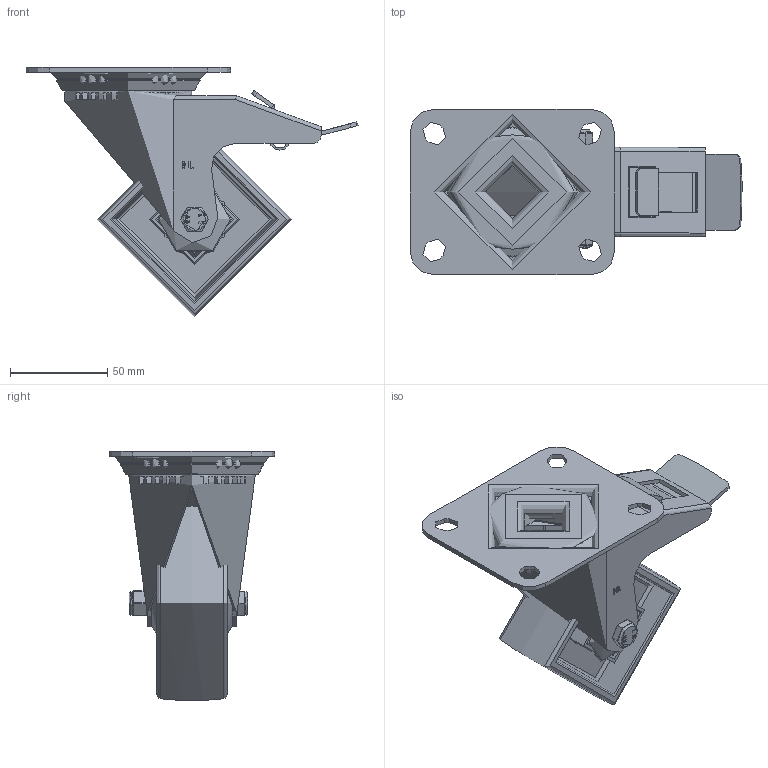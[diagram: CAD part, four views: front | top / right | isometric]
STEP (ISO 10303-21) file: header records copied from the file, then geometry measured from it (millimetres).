
FILE_DESCRIPTION(/* description */ (''),/* implementation_level */ '2;1');
FILE_NAME(/* name */ 'BZMM100NYBJSWB.step',/* time_stamp */ '2024-05-21T10:39:21+01:00',/* author */ (''),/* organization */ (''),/* preprocessor_version */ 'ST-DEVELOPER v20',/* originating_system */ 'Autodesk Translation Framework v13.14.0.145',/* authorisation */ '');
FILE_SCHEMA (('AUTOMOTIVE_DESIGN { 1 0 10303 214 3 1 1 }'));
Length unit declared in the file: millimetre
Products named in the file (30): BZMM100NYBJSWB; BZMM100WNYBJM8 v1; BZMM100WNYBJ; NYLON WHEEL; BEARING 6202; METAL; METAL2; Pattern; Component1 (1); MIDDLE; RUBBER; RUBBER2; HUBCAPM8X42; HUBCAPM8X42 (1); NYLON WHEEL HUB CAP; BZMM100ASSWB - 42 v1; ZINC PLATED, PRESSED STEEL TOP PLATE (1); ZINC PLATED, PRESSED STEEL TOP PLATE Geometry (1); BALL BEARINGS (1); Component1 (2); BRAKE PAD (1); BEARING SEAL (1); ZINC PLATED, PRESSED STEEL BRAKE PEDAL (1); ZINC PLATED, PRESSED STEEL FORKS (1); HEXBOLTM8X55Z8.8 v2; GRADE 8.8 ZINC PLATED BOLT; NYLOCM8Z v1; NYLOC NUT; NUT; RUBBER (1)
Assembly tree (60 placements, depth 6):
  BZMM100NYBJSWB
    BZMM100WNYBJM8 v1
      BZMM100WNYBJ
        NYLON WHEEL
        BEARING 6202
          METAL
          METAL2
          Pattern
            Component1 (1)  x8
          MIDDLE
          RUBBER
          RUBBER2
      HUBCAPM8X42
        NYLON WHEEL HUB CAP
      HUBCAPM8X42 (1)
        NYLON WHEEL HUB CAP
    BZMM100ASSWB - 42 v1
      ZINC PLATED, PRESSED STEEL TOP PLATE (1)
        ZINC PLATED, PRESSED STEEL TOP PLATE Geometry (1)
        BALL BEARINGS (1)
          Component1 (2)  x24
      BRAKE PAD (1)
      BEARING SEAL (1)
      ZINC PLATED, PRESSED STEEL BRAKE PEDAL (1)
      ZINC PLATED, PRESSED STEEL FORKS (1)
    HEXBOLTM8X55Z8.8 v2
      GRADE 8.8 ZINC PLATED BOLT
    NYLOCM8Z v1
      NYLOC NUT
        NUT
        RUBBER (1)
Bounding box: 170.42 x 85 x 127.89 mm (x, y, z)
Volume: 224059.7 mm3; surface area: 131735.7 mm2
Topology: 48 solids, 48 shells, 940 faces, 2380 edges, 1551 vertices
Faces by surface type: plane 427, cylinder 213, bspline 179, sphere 72, torus 34, cone 15
Full cylindrical faces by diameter (mm): 0.664 x2, 6.446 x7, 7.866 x13, 8 x3, 8.2 x4, 8.6 x2, 11.5 x1, 12.1 x1, 14.9 x2, 15 x1, 18 x1, 19 x2, 20 x4, 22.5 x2, 23 x2, 25 x2, 27.5 x1, 28 x2, 30 x4, 30.5 x2, 31 x4, 31.5 x1, 32 x1, 32.5 x2, 35 x2, 36 x2, 38 x2, 40 x2, 44.5 x2, 56 x2
Entity records: 34983 total; most frequent: CARTESIAN_POINT 13534, ORIENTED_EDGE 4448, DIRECTION 3901, EDGE_CURVE 2224, VERTEX_POINT 1463, AXIS2_PLACEMENT_3D 1365, LINE 1171, VECTOR 1171
